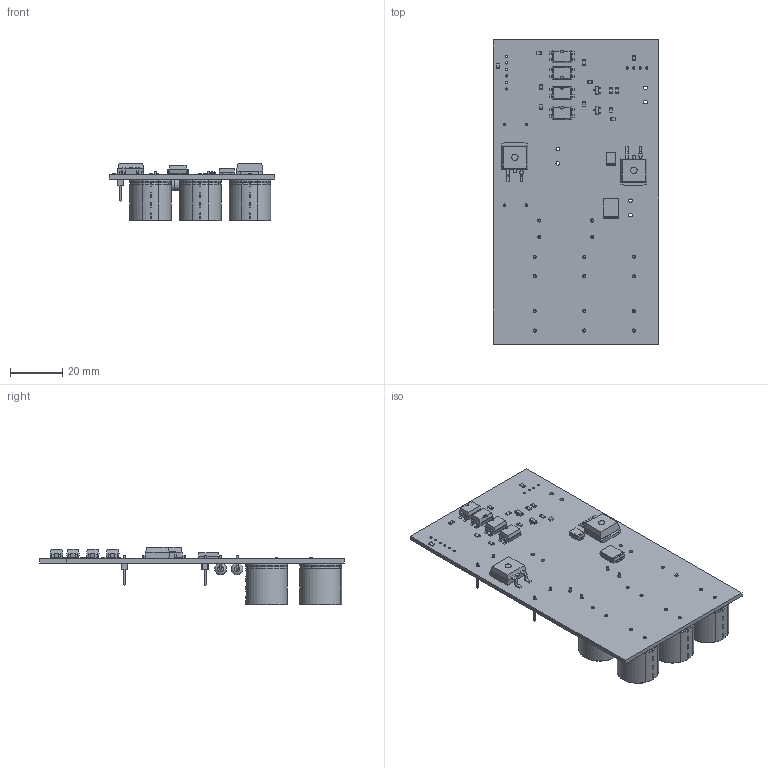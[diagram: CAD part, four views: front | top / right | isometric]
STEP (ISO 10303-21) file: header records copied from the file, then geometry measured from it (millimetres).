
FILE_DESCRIPTION(('KiCad electronic assembly'),'2;1');
FILE_NAME('torpedy.step','2019-07-17T14:03:16',('An Author'),( 'A Company'),'Open CASCADE STEP processor 6.9', 'KiCad to STEP converter','Unknown');
FILE_SCHEMA(('AUTOMOTIVE_DESIGN { 1 0 10303 214 1 1 1 1 }'));
Length unit declared in the file: millimetre
Products named in the file (20): Open CASCADE STEP translator 6.9 1; R_0805_2012Metric; SOLID; SOT-23; SMDIP-4_W9.53mm; R_Axial_DIN0414_L11.9mm_D4.5mm_P20.32mm_Horizontal; CP_Radial_D16.0mm_P7.50mm; TO-263-2; PinHeader_1x01_P2.54mm_Vertical; D_SMC; D_SMB; COMPOUND
Assembly tree (44 placements, depth 3):
  Open CASCADE STEP translator 6.9 1
    R_0805_2012Metric  x12
      SOLID
    SOT-23  x2
      SOLID
    SMDIP-4_W9.53mm  x4
      SOLID
    R_Axial_DIN0414_L11.9mm_D4.5mm_P20.32mm_Horizontal  x2
      SOLID
    CP_Radial_D16.0mm_P7.50mm  x6
      SOLID
    TO-263-2  x2
      SOLID
    PinHeader_1x01_P2.54mm_Vertical  x4
      SOLID
    D_SMC
      SOLID
    D_SMB
      SOLID
    COMPOUND
Bounding box: 63.5 x 116.84 x 22.12 mm (x, y, z)
Volume: 32650.7 mm3; surface area: 26618.9 mm2
Topology: 35 solids, 41 shells, 1559 faces, 4005 edges, 2584 vertices
Faces by surface type: plane 935, cylinder 366, bspline 202, revolution 36, torus 20
Full cylindrical faces by diameter (mm): 0.8 x8, 0.85 x10, 0.9 x12, 1 x4, 1.2 x16, 1.4 x6, 2.5 x2, 4.05 x2, 4.5 x4
Entity records: 37099 total; most frequent: CARTESIAN_POINT 8832, DIRECTION 4429, LINE 2848, VECTOR 2848, ORIENTED_EDGE 2492, PCURVE 2492, DEFINITIONAL_REPRESENTATION 2492, EDGE_CURVE 1246
